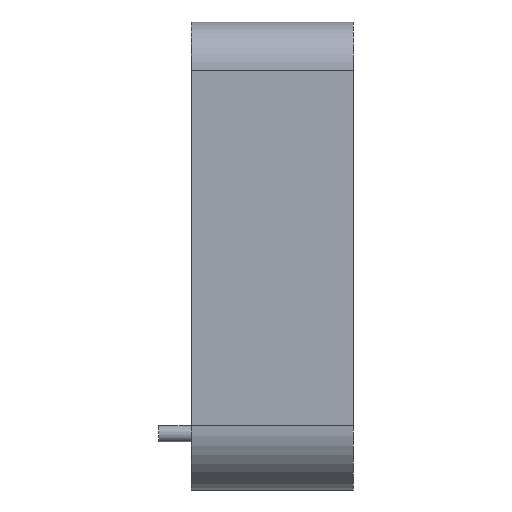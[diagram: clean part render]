
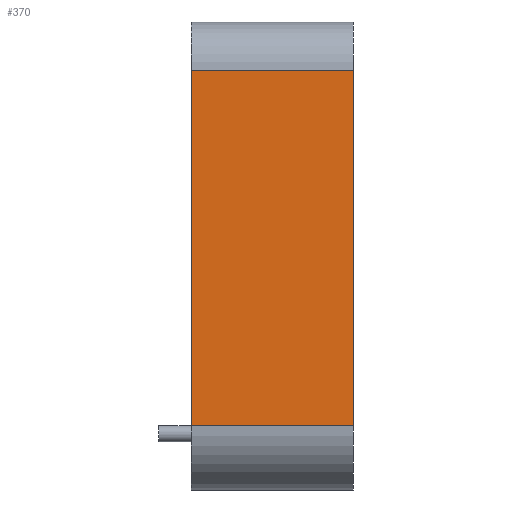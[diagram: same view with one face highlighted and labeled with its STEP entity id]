
A CAD part, left-side view. The second image highlights one B-rep face of the part: STEP entity #370.
In plain terms, the highlighted planar face has unit normal (-1, 0, 0).
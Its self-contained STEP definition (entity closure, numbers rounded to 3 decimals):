
#7 = DIRECTION ( 'NONE',  ( 0., 0., 1. ) ) ;
#26 = VERTEX_POINT ( 'NONE', #407 ) ;
#37 = VECTOR ( 'NONE', #342, 1000. ) ;
#38 = CARTESIAN_POINT ( 'NONE',  ( -13.195, 0., -40.361 ) ) ;
#44 = DIRECTION ( 'NONE',  ( 0., 0., -1. ) ) ;
#53 = CARTESIAN_POINT ( 'NONE',  ( -13.195, 50., -60.361 ) ) ;
#67 = VERTEX_POINT ( 'NONE', #247 ) ;
#90 = ORIENTED_EDGE ( 'NONE', *, *, #276, .F. ) ;
#102 = CARTESIAN_POINT ( 'NONE',  ( -13.195, 50., -40.361 ) ) ;
#146 = CARTESIAN_POINT ( 'NONE',  ( -13.195, 50., -60.361 ) ) ;
#147 = LINE ( 'NONE', #457, #233 ) ;
#152 = PLANE ( 'NONE',  #154 ) ;
#154 = AXIS2_PLACEMENT_3D ( 'NONE', #53, #417, #44 ) ;
#162 = VERTEX_POINT ( 'NONE', #102 ) ;
#203 = VERTEX_POINT ( 'NONE', #38 ) ;
#233 = VECTOR ( 'NONE', #261, 1000. ) ;
#235 = EDGE_CURVE ( 'NONE', #26, #67, #147, .T. ) ;
#247 = CARTESIAN_POINT ( 'NONE',  ( -13.195, 0., 69.224 ) ) ;
#255 = EDGE_CURVE ( 'NONE', #203, #67, #348, .T. ) ;
#261 = DIRECTION ( 'NONE',  ( 0., -1., 0. ) ) ;
#274 = ORIENTED_EDGE ( 'NONE', *, *, #410, .T. ) ;
#276 = EDGE_CURVE ( 'NONE', #162, #26, #383, .T. ) ;
#293 = VECTOR ( 'NONE', #420, 1000. ) ;
#304 = FACE_OUTER_BOUND ( 'NONE', #462, .T. ) ;
#338 = VECTOR ( 'NONE', #7, 1000. ) ;
#342 = DIRECTION ( 'NONE',  ( 0., -1., 0. ) ) ;
#345 = CARTESIAN_POINT ( 'NONE',  ( -13.195, 0., -60.361 ) ) ;
#348 = LINE ( 'NONE', #345, #338 ) ;
#370 = ADVANCED_FACE ( 'NONE', ( #304 ), #152, .F. ) ;
#383 = LINE ( 'NONE', #146, #293 ) ;
#405 = ORIENTED_EDGE ( 'NONE', *, *, #255, .T. ) ;
#407 = CARTESIAN_POINT ( 'NONE',  ( -13.195, 50., 69.224 ) ) ;
#410 = EDGE_CURVE ( 'NONE', #162, #203, #424, .T. ) ;
#417 = DIRECTION ( 'NONE',  ( 1., 0., 0. ) ) ;
#420 = DIRECTION ( 'NONE',  ( 0., 0., 1. ) ) ;
#424 = LINE ( 'NONE', #469, #37 ) ;
#457 = CARTESIAN_POINT ( 'NONE',  ( -13.195, 50., 69.224 ) ) ;
#462 = EDGE_LOOP ( 'NONE', ( #90, #274, #405, #465 ) ) ;
#465 = ORIENTED_EDGE ( 'NONE', *, *, #235, .F. ) ;
#469 = CARTESIAN_POINT ( 'NONE',  ( -13.195, 0., -40.361 ) ) ;
